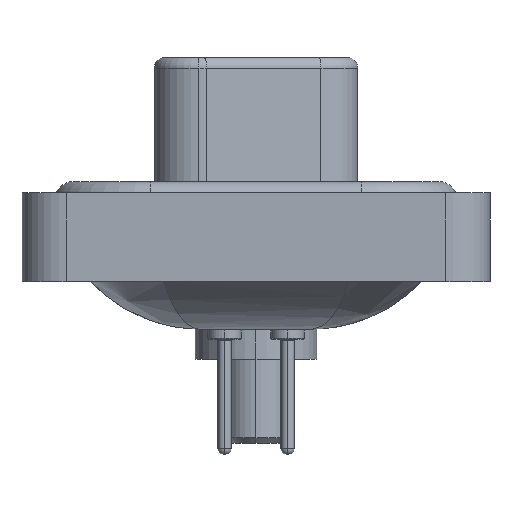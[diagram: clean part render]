
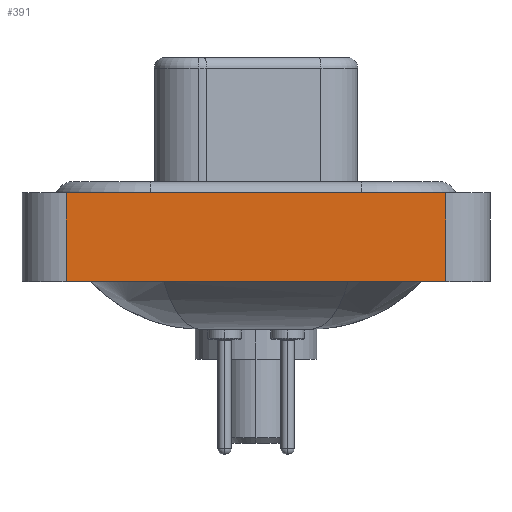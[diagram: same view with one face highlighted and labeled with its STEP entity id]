
A CAD part, left-side view. The second image highlights one B-rep face of the part: STEP entity #391.
In plain terms, the highlighted planar face has unit normal (-1, 0, 0).
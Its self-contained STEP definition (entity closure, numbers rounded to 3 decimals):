
#391 = ADVANCED_FACE ( 'NONE', ( #17593 ), #12814, .T. ) ;
#722 = VERTEX_POINT ( 'NONE', #8739 ) ;
#3363 = EDGE_CURVE ( 'NONE', #19137, #3897, #12947, .T. ) ;
#3897 = VERTEX_POINT ( 'NONE', #10249 ) ;
#4102 = CARTESIAN_POINT ( 'NONE',  ( -7.3, -8.55, -3.6 ) ) ;
#4865 = CARTESIAN_POINT ( 'NONE',  ( -7.3, -8.55, -3.6 ) ) ;
#4937 = EDGE_CURVE ( 'NONE', #722, #19137, #9752, .T. ) ;
#6537 = DIRECTION ( 'NONE',  ( -1., 0., 0. ) ) ;
#6565 = DIRECTION ( 'NONE',  ( 0., 0., 1. ) ) ;
#6722 = VECTOR ( 'NONE', #19710, 1000. ) ;
#7534 = VERTEX_POINT ( 'NONE', #19098 ) ;
#7925 = CARTESIAN_POINT ( 'NONE',  ( -7.3, -8.55, 0.4 ) ) ;
#8172 = CARTESIAN_POINT ( 'NONE',  ( -7.3, -8.55, -3.6 ) ) ;
#8674 = EDGE_LOOP ( 'NONE', ( #16005, #13234, #15762, #16637 ) ) ;
#8739 = CARTESIAN_POINT ( 'NONE',  ( -7.3, 8.55, -3.6 ) ) ;
#9361 = LINE ( 'NONE', #10859, #16880 ) ;
#9752 = LINE ( 'NONE', #9863, #6722 ) ;
#9863 = CARTESIAN_POINT ( 'NONE',  ( -7.3, -8.55, -3.6 ) ) ;
#10249 = CARTESIAN_POINT ( 'NONE',  ( -7.3, -8.55, 0.4 ) ) ;
#10357 = VECTOR ( 'NONE', #6565, 1000. ) ;
#10743 = DIRECTION ( 'NONE',  ( 0., 0., 1. ) ) ;
#10859 = CARTESIAN_POINT ( 'NONE',  ( -7.3, 8.55, -3.6 ) ) ;
#12654 = AXIS2_PLACEMENT_3D ( 'NONE', #4865, #6537, #20852 ) ;
#12811 = LINE ( 'NONE', #7925, #13882 ) ;
#12814 = PLANE ( 'NONE',  #12654 ) ;
#12947 = LINE ( 'NONE', #8172, #10357 ) ;
#13234 = ORIENTED_EDGE ( 'NONE', *, *, #20766, .F. ) ;
#13882 = VECTOR ( 'NONE', #20847, 1000. ) ;
#15762 = ORIENTED_EDGE ( 'NONE', *, *, #19615, .F. ) ;
#16005 = ORIENTED_EDGE ( 'NONE', *, *, #3363, .T. ) ;
#16637 = ORIENTED_EDGE ( 'NONE', *, *, #4937, .T. ) ;
#16880 = VECTOR ( 'NONE', #10743, 1000. ) ;
#17593 = FACE_OUTER_BOUND ( 'NONE', #8674, .T. ) ;
#19098 = CARTESIAN_POINT ( 'NONE',  ( -7.3, 8.55, 0.4 ) ) ;
#19137 = VERTEX_POINT ( 'NONE', #4102 ) ;
#19615 = EDGE_CURVE ( 'NONE', #722, #7534, #9361, .T. ) ;
#19710 = DIRECTION ( 'NONE',  ( 0., -1., 0. ) ) ;
#20766 = EDGE_CURVE ( 'NONE', #7534, #3897, #12811, .T. ) ;
#20847 = DIRECTION ( 'NONE',  ( 0., -1., 0. ) ) ;
#20852 = DIRECTION ( 'NONE',  ( 0., 0., 1. ) ) ;
